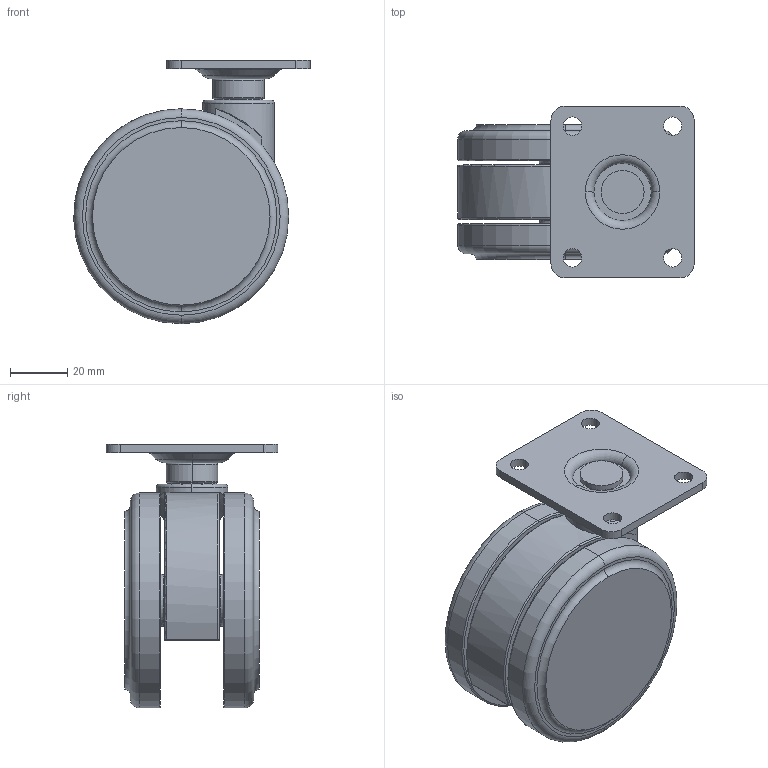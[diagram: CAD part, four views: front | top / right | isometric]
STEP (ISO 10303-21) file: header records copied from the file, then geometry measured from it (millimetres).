
FILE_DESCRIPTION (( 'STEP AP214' ), '1' );
FILE_NAME ('TCA_KFW075.STEP', '2016-04-28T04:33:48', ( '' ), ( '' ), 'SwSTEP 2.0', 'SolidWorks 2015', '' );
FILE_SCHEMA (( 'AUTOMOTIVE_DESIGN' ));
Length unit declared in the file: millimetre
Products named in the file (6): mounting plate; wheel_mr; wheel; main shaft; body; TCA_KFW075
Assembly tree (5 placements, depth 2):
  TCA_KFW075
    body
    main shaft
    wheel
    wheel_mr
    mounting plate
Bounding box: 82.5 x 60 x 92 mm (x, y, z)
Volume: 168222.8 mm3; surface area: 43383.8 mm2
Topology: 5 solids, 5 shells, 141 faces, 308 edges, 182 vertices
Faces by surface type: cylinder 56, torus 41, plane 30, cone 8, sphere 6
Entity records: 4257 total; most frequent: CARTESIAN_POINT 795, DIRECTION 789, ORIENTED_EDGE 604, AXIS2_PLACEMENT_3D 350, EDGE_CURVE 302, CIRCLE 201, VERTEX_POINT 182, EDGE_LOOP 164
